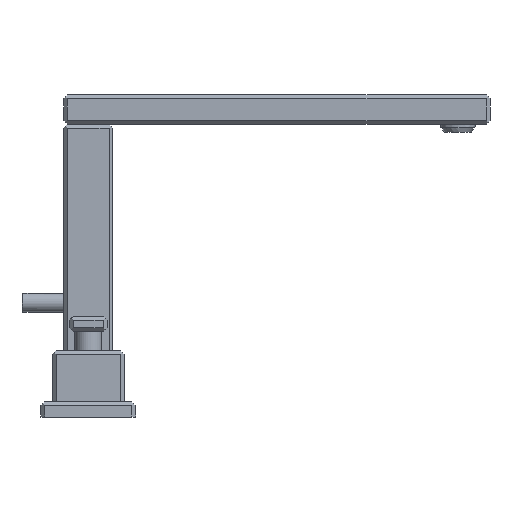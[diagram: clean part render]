
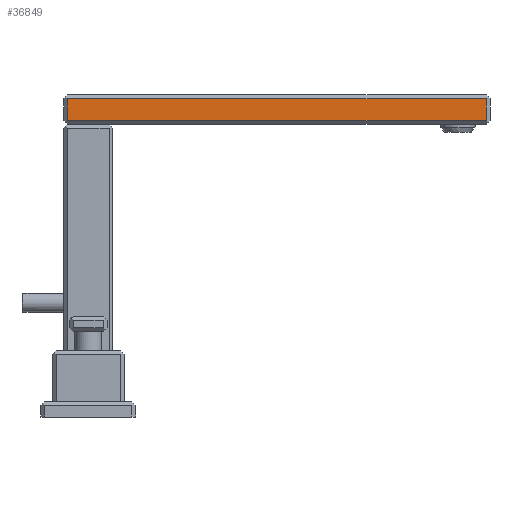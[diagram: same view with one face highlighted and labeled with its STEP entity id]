
A CAD part, front view. The second image highlights one B-rep face of the part: STEP entity #36849.
In plain terms, the highlighted face is planar.
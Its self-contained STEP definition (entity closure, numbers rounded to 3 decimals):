
#169=FACE_OUTER_BOUND('',#2654,.T.);
#2654=EDGE_LOOP('',(#23842,#23843,#23844,#23845));
#5158=LINE('',#52269,#10401);
#5178=LINE('',#52308,#10421);
#5181=LINE('',#52314,#10424);
#5182=LINE('',#52315,#10425);
#10401=VECTOR('',#41940,221.);
#10421=VECTOR('',#41974,11.5);
#10424=VECTOR('',#41979,221.);
#10425=VECTOR('',#41980,11.5);
#15642=VERTEX_POINT('',#52267);
#15643=VERTEX_POINT('',#52268);
#15655=VERTEX_POINT('',#52307);
#15657=VERTEX_POINT('',#52313);
#18498=EDGE_CURVE('',#15642,#15643,#5158,.T.);
#18518=EDGE_CURVE('',#15655,#15643,#5178,.T.);
#18521=EDGE_CURVE('',#15657,#15655,#5181,.T.);
#18522=EDGE_CURVE('',#15642,#15657,#5182,.T.);
#23842=ORIENTED_EDGE('',*,*,#18518,.F.);
#23843=ORIENTED_EDGE('',*,*,#18521,.F.);
#23844=ORIENTED_EDGE('',*,*,#18522,.F.);
#23845=ORIENTED_EDGE('',*,*,#18498,.T.);
#34390=PLANE('',#39385);
#36849=ADVANCED_FACE('',(#169),#34390,.T.);
#39385=AXIS2_PLACEMENT_3D('',#52312,#41977,#41978);
#41940=DIRECTION('',(0.,-1.,0.));
#41974=DIRECTION('',(0.,0.,1.));
#41977=DIRECTION('center_axis',(1.,0.,0.));
#41978=DIRECTION('ref_axis',(0.,0.,-1.));
#41979=DIRECTION('',(0.,-1.,0.));
#41980=DIRECTION('',(0.,0.,-1.));
#52267=CARTESIAN_POINT('',(260.55,223.,187.3));
#52268=CARTESIAN_POINT('',(260.55,2.,187.3));
#52269=CARTESIAN_POINT('',(260.55,223.,187.3));
#52307=CARTESIAN_POINT('',(260.55,2.,175.8));
#52308=CARTESIAN_POINT('',(260.55,2.,175.8));
#52312=CARTESIAN_POINT('Origin',(260.55,0.,189.3));
#52313=CARTESIAN_POINT('',(260.55,223.,175.8));
#52314=CARTESIAN_POINT('',(260.55,223.,175.8));
#52315=CARTESIAN_POINT('',(260.55,223.,187.3));
